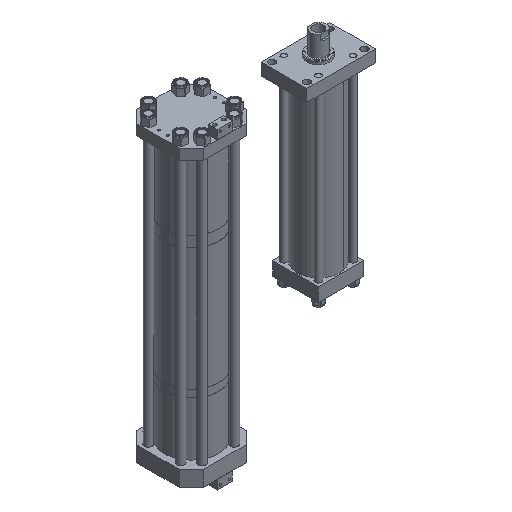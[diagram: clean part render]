
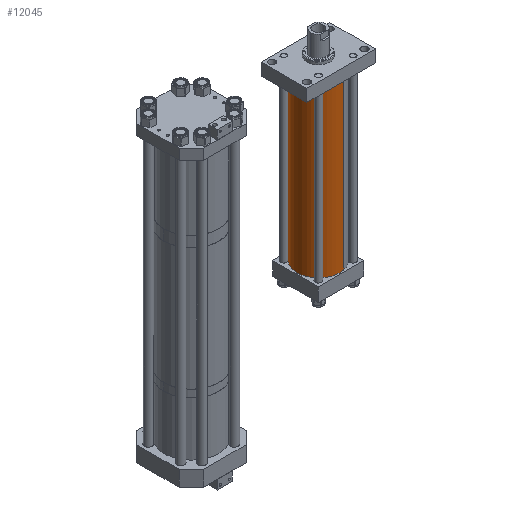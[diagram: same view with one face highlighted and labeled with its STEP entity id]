
A CAD part, isometric view. The second image highlights one B-rep face of the part: STEP entity #12045.
In plain terms, the highlighted cylindrical face has radius 88.9 mm (diameter 177.8 mm), a partial arc.
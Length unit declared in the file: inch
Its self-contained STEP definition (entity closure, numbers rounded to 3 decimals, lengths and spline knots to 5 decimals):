
#118 = AXIS2_PLACEMENT_3D ( 'NONE', #8876, #15910, #655 ) ;
#387 = ORIENTED_EDGE ( 'NONE', *, *, #11895, .F. ) ;
#655 = DIRECTION ( 'NONE',  ( 1., 0., 0. ) ) ;
#1379 = CARTESIAN_POINT ( 'NONE',  ( -3.5, 0., 27.188 ) ) ;
#1628 = DIRECTION ( 'NONE',  ( 1., 0., 0. ) ) ;
#1637 = AXIS2_PLACEMENT_3D ( 'NONE', #13399, #2447, #11890 ) ;
#1884 = VECTOR ( 'NONE', #7612, 39.37008 ) ;
#2447 = DIRECTION ( 'NONE',  ( 0., 0., -1. ) ) ;
#2462 = VECTOR ( 'NONE', #14216, 39.37008 ) ;
#2611 = EDGE_LOOP ( 'NONE', ( #387, #6359, #5605, #5401 ) ) ;
#3737 = EDGE_CURVE ( 'NONE', #7870, #14653, #11047, .T. ) ;
#4778 = CARTESIAN_POINT ( 'NONE',  ( 3.5, 0., 27.188 ) ) ;
#5091 = CIRCLE ( 'NONE', #118, 3.5 ) ;
#5401 = ORIENTED_EDGE ( 'NONE', *, *, #7748, .T. ) ;
#5605 = ORIENTED_EDGE ( 'NONE', *, *, #3737, .T. ) ;
#6359 = ORIENTED_EDGE ( 'NONE', *, *, #11917, .F. ) ;
#7572 = VERTEX_POINT ( 'NONE', #17356 ) ;
#7612 = DIRECTION ( 'NONE',  ( 0., 0., -1. ) ) ;
#7748 = EDGE_CURVE ( 'NONE', #14653, #7572, #9490, .T. ) ;
#7870 = VERTEX_POINT ( 'NONE', #12933 ) ;
#8587 = DIRECTION ( 'NONE',  ( 0., 0., 1. ) ) ;
#8876 = CARTESIAN_POINT ( 'NONE',  ( 0., 0., 27.188 ) ) ;
#9490 = CIRCLE ( 'NONE', #11179, 3.5 ) ;
#9588 = CYLINDRICAL_SURFACE ( 'NONE', #1637, 3.5 ) ;
#11047 = LINE ( 'NONE', #1379, #2462 ) ;
#11173 = CARTESIAN_POINT ( 'NONE',  ( 0., 0., 0. ) ) ;
#11179 = AXIS2_PLACEMENT_3D ( 'NONE', #11173, #8587, #1628 ) ;
#11890 = DIRECTION ( 'NONE',  ( -1., 0., 0. ) ) ;
#11895 = EDGE_CURVE ( 'NONE', #15838, #7572, #15222, .T. ) ;
#11917 = EDGE_CURVE ( 'NONE', #7870, #15838, #5091, .T. ) ;
#12045 = ADVANCED_FACE ( 'NONE', ( #14786 ), #9588, .T. ) ;
#12933 = CARTESIAN_POINT ( 'NONE',  ( -3.5, 0., 27.188 ) ) ;
#13399 = CARTESIAN_POINT ( 'NONE',  ( 0., 0., 27.188 ) ) ;
#14216 = DIRECTION ( 'NONE',  ( 0., 0., -1. ) ) ;
#14653 = VERTEX_POINT ( 'NONE', #16699 ) ;
#14786 = FACE_OUTER_BOUND ( 'NONE', #2611, .T. ) ;
#15222 = LINE ( 'NONE', #15852, #1884 ) ;
#15838 = VERTEX_POINT ( 'NONE', #4778 ) ;
#15852 = CARTESIAN_POINT ( 'NONE',  ( 3.5, 0., 27.188 ) ) ;
#15910 = DIRECTION ( 'NONE',  ( 0., 0., 1. ) ) ;
#16699 = CARTESIAN_POINT ( 'NONE',  ( -3.5, 0., 0. ) ) ;
#17356 = CARTESIAN_POINT ( 'NONE',  ( 3.5, 0., 0. ) ) ;
